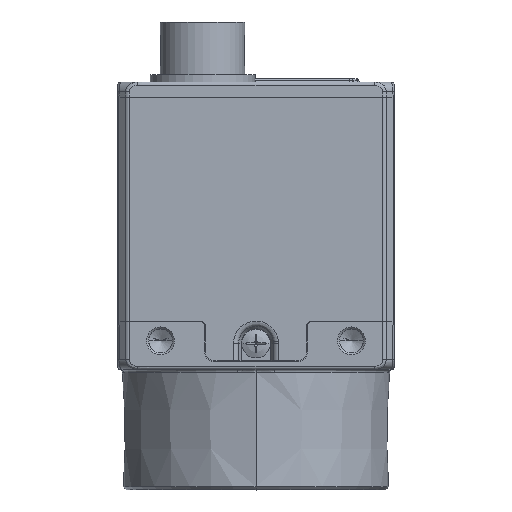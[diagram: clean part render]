
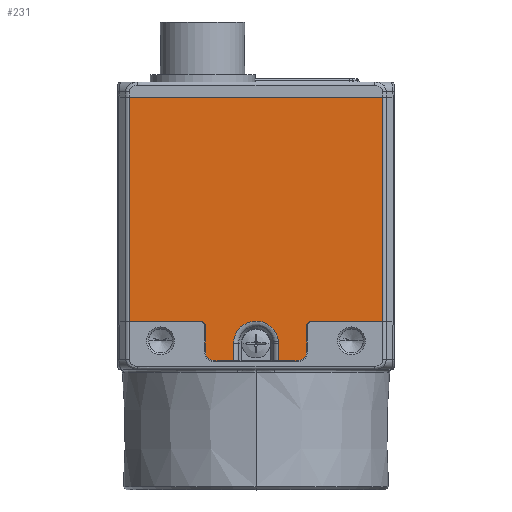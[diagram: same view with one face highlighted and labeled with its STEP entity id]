
A CAD part, top view. The second image highlights one B-rep face of the part: STEP entity #231.
In plain terms, the highlighted planar face has unit normal (0, 0, 1).
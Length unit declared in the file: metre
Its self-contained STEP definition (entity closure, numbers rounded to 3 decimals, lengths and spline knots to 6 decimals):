
#231=ADVANCED_FACE('1:529856',(#1769),#1770,.T.);
#1769=FACE_OUTER_BOUND('',#4831,.T.);
#1770=PLANE('',#4832);
#4831=EDGE_LOOP('',(#11900,#11901,#11902,#11903,#11904,#11905,#11906,#11907,#11908,#11909,#11910,#11911,#11912,#11913,#11914,#11915,#11916));
#4832=AXIS2_PLACEMENT_3D('',#11917,#11918,#11919);
#11900=ORIENTED_EDGE('',*,*,#22981,.T.);
#11901=ORIENTED_EDGE('',*,*,#22982,.T.);
#11902=ORIENTED_EDGE('',*,*,#22937,.F.);
#11903=ORIENTED_EDGE('',*,*,#22983,.T.);
#11904=ORIENTED_EDGE('',*,*,#22984,.F.);
#11905=ORIENTED_EDGE('',*,*,#22985,.T.);
#11906=ORIENTED_EDGE('',*,*,#22986,.T.);
#11907=ORIENTED_EDGE('',*,*,#22987,.F.);
#11908=ORIENTED_EDGE('',*,*,#22933,.F.);
#11909=ORIENTED_EDGE('',*,*,#22988,.T.);
#11910=ORIENTED_EDGE('',*,*,#22989,.T.);
#11911=ORIENTED_EDGE('',*,*,#22990,.F.);
#11912=ORIENTED_EDGE('',*,*,#22991,.F.);
#11913=ORIENTED_EDGE('',*,*,#22992,.F.);
#11914=ORIENTED_EDGE('',*,*,#22993,.T.);
#11915=ORIENTED_EDGE('',*,*,#22994,.T.);
#11916=ORIENTED_EDGE('',*,*,#22980,.T.);
#11917=CARTESIAN_POINT('',(0.,0.002764,0.020936));
#11918=DIRECTION('',(0.0,0.,1.0));
#11919=DIRECTION('',(-1.0,0.,0.));
#22933=EDGE_CURVE('1:533831',#27298,#27294,#27300,.T.);
#22937=EDGE_CURVE('1:533816',#27306,#27302,#27308,.T.);
#22980=EDGE_CURVE('1:533807',#27382,#27388,#27390,.T.);
#22981=EDGE_CURVE('1:533810',#27388,#27391,#27392,.T.);
#22982=EDGE_CURVE('1:533813',#27391,#27302,#27393,.T.);
#22983=EDGE_CURVE('1:533819',#27306,#27394,#27395,.T.);
#22984=EDGE_CURVE('1:533822',#27396,#27394,#27397,.T.);
#22985=EDGE_CURVE('1:533825',#27396,#27398,#27399,.T.);
#22986=EDGE_CURVE('1:533828',#27398,#27400,#27401,.T.);
#22987=EDGE_CURVE('1:533831',#27294,#27400,#27402,.T.);
#22988=EDGE_CURVE('1:533834',#27298,#27403,#27404,.T.);
#22989=EDGE_CURVE('1:533837',#27403,#27405,#27406,.T.);
#22990=EDGE_CURVE('1:533840',#27407,#27405,#27408,.T.);
#22991=EDGE_CURVE('1:533843',#27409,#27407,#27410,.T.);
#22992=EDGE_CURVE('1:533846',#27411,#27409,#27412,.T.);
#22993=EDGE_CURVE('1:533849',#27411,#27413,#27414,.T.);
#22994=EDGE_CURVE('1:533852',#27413,#27382,#27415,.T.);
#27294=VERTEX_POINT('',#33971);
#27298=VERTEX_POINT('',#33975);
#27300=CIRCLE('',#33977,0.002358);
#27302=VERTEX_POINT('',#33979);
#27306=VERTEX_POINT('',#33984);
#27308=CIRCLE('',#33987,0.0005);
#27382=VERTEX_POINT('',#34217);
#27388=VERTEX_POINT('',#34258);
#27390=LINE('',#34261,#34262);
#27391=VERTEX_POINT('',#34263);
#27392=LINE('',#34264,#34265);
#27393=LINE('',#34266,#34267);
#27394=VERTEX_POINT('',#34268);
#27395=LINE('',#34269,#34270);
#27396=VERTEX_POINT('',#34271);
#27397=CIRCLE('',#34272,0.001);
#27398=VERTEX_POINT('',#34273);
#27399=LINE('',#34274,#34275);
#27400=VERTEX_POINT('',#34276);
#27401=LINE('',#34277,#34278);
#27402=CIRCLE('',#34279,0.002358);
#27403=VERTEX_POINT('',#34280);
#27404=LINE('',#34281,#34282);
#27405=VERTEX_POINT('',#34283);
#27406=LINE('',#34284,#34285);
#27407=VERTEX_POINT('',#34286);
#27408=CIRCLE('',#34287,0.001);
#27409=VERTEX_POINT('',#34288);
#27410=LINE('',#34289,#34290);
#27411=VERTEX_POINT('',#34291);
#27412=CIRCLE('',#34292,0.0005);
#27413=VERTEX_POINT('',#34293);
#27414=LINE('',#34294,#34295);
#27415=LINE('',#34296,#34297);
#33971=CARTESIAN_POINT('',(0.002341,-0.008947,0.020936));
#33975=CARTESIAN_POINT('',(0.002358,-0.009236,0.020936));
#33977=AXIS2_PLACEMENT_3D('',#44223,#44224,#44225);
#33979=CARTESIAN_POINT('',(-0.0058,-0.006936,0.020936));
#33984=CARTESIAN_POINT('',(-0.0053,-0.007436,0.020936));
#33987=AXIS2_PLACEMENT_3D('',#44231,#44232,#44233);
#34217=CARTESIAN_POINT('',(0.013293,0.016564,0.020936));
#34258=CARTESIAN_POINT('',(-0.013293,0.016564,0.020936));
#34261=CARTESIAN_POINT('',(0.013293,0.016564,0.020936));
#34262=VECTOR('',#44305,0.026586);
#34263=CARTESIAN_POINT('',(-0.013293,-0.006936,0.020936));
#34264=CARTESIAN_POINT('',(-0.013293,0.016564,0.020936));
#34265=VECTOR('',#44306,0.0235);
#34266=CARTESIAN_POINT('',(-0.013293,-0.006936,0.020936));
#34267=VECTOR('',#44307,0.007493);
#34268=CARTESIAN_POINT('',(-0.0053,-0.010036,0.020936));
#34269=CARTESIAN_POINT('',(-0.0053,-0.007436,0.020936));
#34270=VECTOR('',#44308,0.0026);
#34271=CARTESIAN_POINT('',(-0.0043,-0.011036,0.020936));
#34272=AXIS2_PLACEMENT_3D('',#44309,#44310,#44311);
#34273=CARTESIAN_POINT('',(-0.002358,-0.011036,0.020936));
#34274=CARTESIAN_POINT('',(-0.0043,-0.011036,0.020936));
#34275=VECTOR('',#44312,0.001942);
#34276=CARTESIAN_POINT('',(-0.002358,-0.009236,0.020936));
#34277=CARTESIAN_POINT('',(-0.002358,-0.011036,0.020936));
#34278=VECTOR('',#44313,0.0018);
#34279=AXIS2_PLACEMENT_3D('',#44314,#44315,#44316);
#34280=CARTESIAN_POINT('',(0.002358,-0.011036,0.020936));
#34281=CARTESIAN_POINT('',(0.002358,-0.009236,0.020936));
#34282=VECTOR('',#44317,0.0018);
#34283=CARTESIAN_POINT('',(0.0043,-0.011036,0.020936));
#34284=CARTESIAN_POINT('',(0.002358,-0.011036,0.020936));
#34285=VECTOR('',#44318,0.001942);
#34286=CARTESIAN_POINT('',(0.0053,-0.010036,0.020936));
#34287=AXIS2_PLACEMENT_3D('',#44319,#44320,#44321);
#34288=CARTESIAN_POINT('',(0.0053,-0.007436,0.020936));
#34289=CARTESIAN_POINT('',(0.0053,-0.007436,0.020936));
#34290=VECTOR('',#44322,0.0026);
#34291=CARTESIAN_POINT('',(0.0058,-0.006936,0.020936));
#34292=AXIS2_PLACEMENT_3D('',#44323,#44324,#44325);
#34293=CARTESIAN_POINT('',(0.013293,-0.006936,0.020936));
#34294=CARTESIAN_POINT('',(0.0058,-0.006936,0.020936));
#34295=VECTOR('',#44326,0.007493);
#34296=CARTESIAN_POINT('',(0.013293,-0.006936,0.020936));
#34297=VECTOR('',#44327,0.0235);
#44223=CARTESIAN_POINT('',(0.,-0.009236,0.020936));
#44224=DIRECTION('',(0.,0.,1.0));
#44225=DIRECTION('',(1.,0.,0.));
#44231=CARTESIAN_POINT('',(-0.0058,-0.007436,0.020936));
#44232=DIRECTION('',(0.0,0.,1.0));
#44233=DIRECTION('',(1.0,0.,0.));
#44305=DIRECTION('',(-1.0,0.,0.));
#44306=DIRECTION('',(0.,-1.,0.));
#44307=DIRECTION('',(1.,0.,0.));
#44308=DIRECTION('',(0.,-1.0,0.));
#44309=CARTESIAN_POINT('',(-0.0043,-0.010036,0.020936));
#44310=DIRECTION('',(0.0,0.,-1.0));
#44311=DIRECTION('',(0.,-1.0,0.));
#44312=DIRECTION('',(1.0,0.,0.));
#44313=DIRECTION('',(0.,1.0,0.));
#44314=CARTESIAN_POINT('',(0.,-0.009236,0.020936));
#44315=DIRECTION('',(0.,0.,1.0));
#44316=DIRECTION('',(1.,0.,0.));
#44317=DIRECTION('',(0.,-1.0,0.));
#44318=DIRECTION('',(1.0,0.,0.));
#44319=CARTESIAN_POINT('',(0.0043,-0.010036,0.020936));
#44320=DIRECTION('',(0.0,0.,-1.0));
#44321=DIRECTION('',(1.0,0.,0.));
#44322=DIRECTION('',(0.,-1.0,0.));
#44323=CARTESIAN_POINT('',(0.0058,-0.007436,0.020936));
#44324=DIRECTION('',(0.0,0.,1.0));
#44325=DIRECTION('',(0.,1.,0.));
#44326=DIRECTION('',(1.,0.,0.));
#44327=DIRECTION('',(0.,1.,0.));
